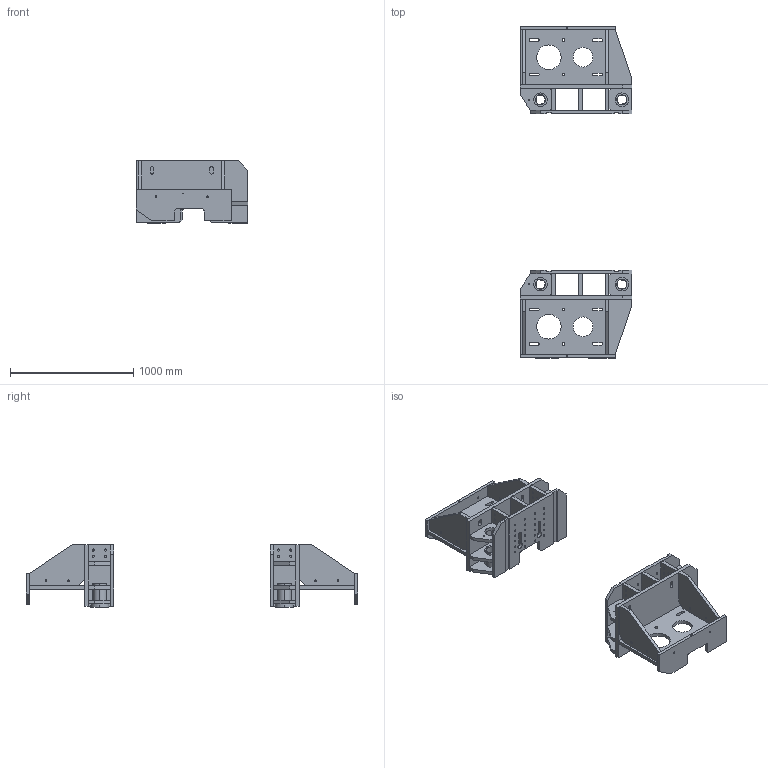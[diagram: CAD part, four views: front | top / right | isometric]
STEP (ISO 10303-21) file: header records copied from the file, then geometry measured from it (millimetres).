
FILE_DESCRIPTION (( 'STEP AP214' ), '1' );
FILE_NAME ('147.011.1160 20160204.STEP', '2016-02-26T07:13:33', ( '' ), ( '' ), 'SwSTEP 2.0', 'SolidWorks 2014', '' );
FILE_SCHEMA (( 'AUTOMOTIVE_DESIGN' ));
Length unit declared in the file: millimetre
Products named in the file (1): 147.011.1160 20160204
Bounding box: 910 x 2698 x 511.8 mm (x, y, z)
Volume: 110418791.6 mm3; surface area: 9864895.7 mm2
Topology: 34 solids, 34 shells, 704 faces, 1868 edges, 1222 vertices
Faces by surface type: plane 368, cylinder 308, cone 28
Entity records: 26727 total; most frequent: DIRECTION 3898, CARTESIAN_POINT 3767, ORIENTED_EDGE 3680, EDGE_CURVE 1840, AXIS2_PLACEMENT_3D 1353, VERTEX_POINT 1222, VECTOR 1192, LINE 1192
